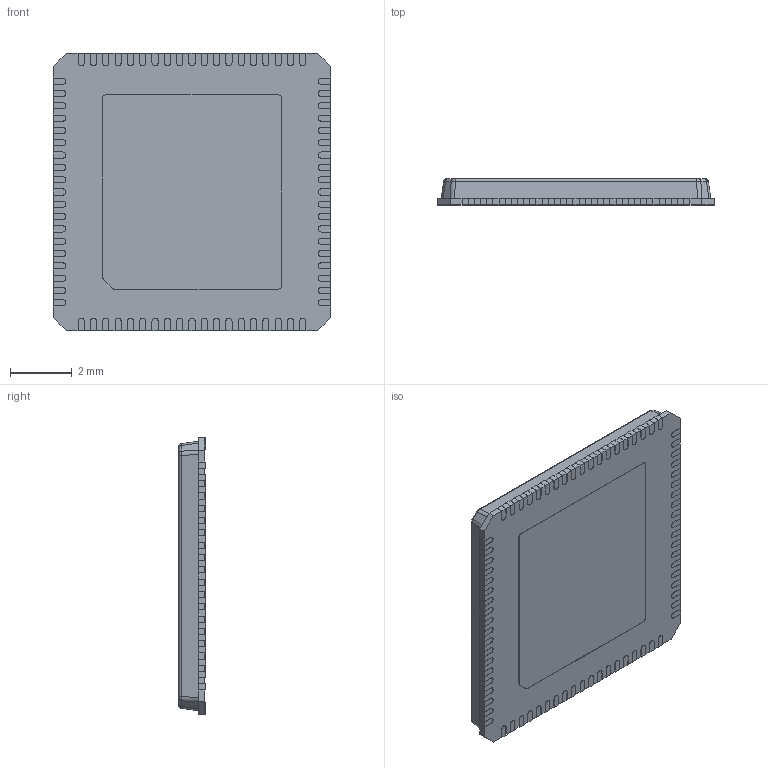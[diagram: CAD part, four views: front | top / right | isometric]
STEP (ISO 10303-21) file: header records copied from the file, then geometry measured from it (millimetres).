
FILE_DESCRIPTION (( 'STEP AP214' ), '1' );
FILE_NAME ('QFN76_FT601_STEP.STEP', '2024-12-10T15:43:59', ( '' ), ( '' ), 'SwSTEP 2.0', 'SolidWorks 2023', '' );
FILE_SCHEMA (( 'AUTOMOTIVE_DESIGN' ));
Length unit declared in the file: millimetre
Products named in the file (1): QFN76_FT601_STEP
Bounding box: 9.02 x 0.86 x 9.02 mm (x, y, z)
Volume: 65.1 mm3; surface area: 188.7 mm2
Topology: 1 solids, 1 shells, 965 faces, 2640 edges, 1704 vertices
Faces by surface type: plane 756, cylinder 118, bspline 91
Entity records: 33919 total; most frequent: CARTESIAN_POINT 10009, ORIENTED_EDGE 5280, DIRECTION 4424, EDGE_CURVE 2640, VECTOR 2226, LINE 2226, VERTEX_POINT 1704, AXIS2_PLACEMENT_3D 1099
